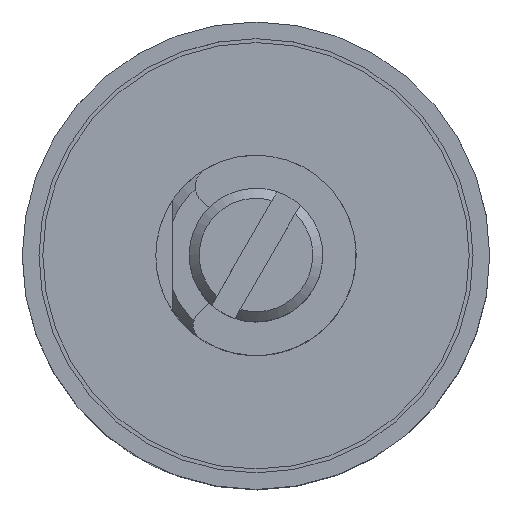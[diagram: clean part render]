
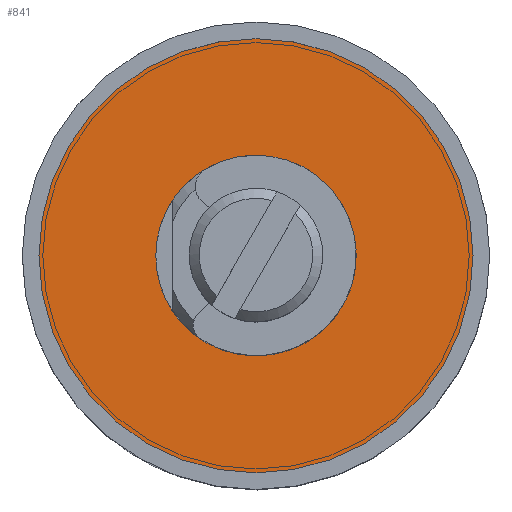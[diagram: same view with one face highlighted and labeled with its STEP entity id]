
A CAD part, top view. The second image highlights one B-rep face of the part: STEP entity #841.
In plain terms, the highlighted planar face has unit normal (0, 0, 1).
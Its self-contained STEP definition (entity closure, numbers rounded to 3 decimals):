
#841 = ADVANCED_FACE ( 'NONE', ( #7240, #2548 ), #3829, .T. ) ;
#2023 = ORIENTED_EDGE ( 'NONE', *, *, #5383, .T. ) ;
#2153 = CIRCLE ( 'NONE', #7072, 3. ) ;
#2365 = CARTESIAN_POINT ( 'NONE',  ( 6.5, 0., 0.5 ) ) ;
#2488 = DIRECTION ( 'NONE',  ( 0., 0., 1. ) ) ;
#2548 = FACE_OUTER_BOUND ( 'NONE', #4330, .T. ) ;
#2847 = CIRCLE ( 'NONE', #2874, 6.5 ) ;
#2874 = AXIS2_PLACEMENT_3D ( 'NONE', #6886, #2488, #7895 ) ;
#3125 = DIRECTION ( 'NONE',  ( 0., 0., -1. ) ) ;
#3829 = PLANE ( 'NONE',  #8657 ) ;
#3865 = DIRECTION ( 'NONE',  ( 1., 0., 0. ) ) ;
#4122 = EDGE_LOOP ( 'NONE', ( #5229 ) ) ;
#4330 = EDGE_LOOP ( 'NONE', ( #2023 ) ) ;
#5229 = ORIENTED_EDGE ( 'NONE', *, *, #7363, .T. ) ;
#5383 = EDGE_CURVE ( 'NONE', #9424, #9424, #2847, .T. ) ;
#6000 = DIRECTION ( 'NONE',  ( -1., 0., 0. ) ) ;
#6886 = CARTESIAN_POINT ( 'NONE',  ( 0., 0., 0.5 ) ) ;
#7072 = AXIS2_PLACEMENT_3D ( 'NONE', #8184, #3125, #6000 ) ;
#7240 = FACE_BOUND ( 'NONE', #4122, .T. ) ;
#7363 = EDGE_CURVE ( 'NONE', #9317, #9317, #2153, .T. ) ;
#7546 = CARTESIAN_POINT ( 'NONE',  ( 3., 0., 0.5 ) ) ;
#7895 = DIRECTION ( 'NONE',  ( 1., 0., 0. ) ) ;
#8184 = CARTESIAN_POINT ( 'NONE',  ( 0., 0., 0.5 ) ) ;
#8657 = AXIS2_PLACEMENT_3D ( 'NONE', #7546, #9030, #3865 ) ;
#8858 = CARTESIAN_POINT ( 'NONE',  ( -3., 0., 0.5 ) ) ;
#9030 = DIRECTION ( 'NONE',  ( 0., 0., 1. ) ) ;
#9317 = VERTEX_POINT ( 'NONE', #8858 ) ;
#9424 = VERTEX_POINT ( 'NONE', #2365 ) ;
